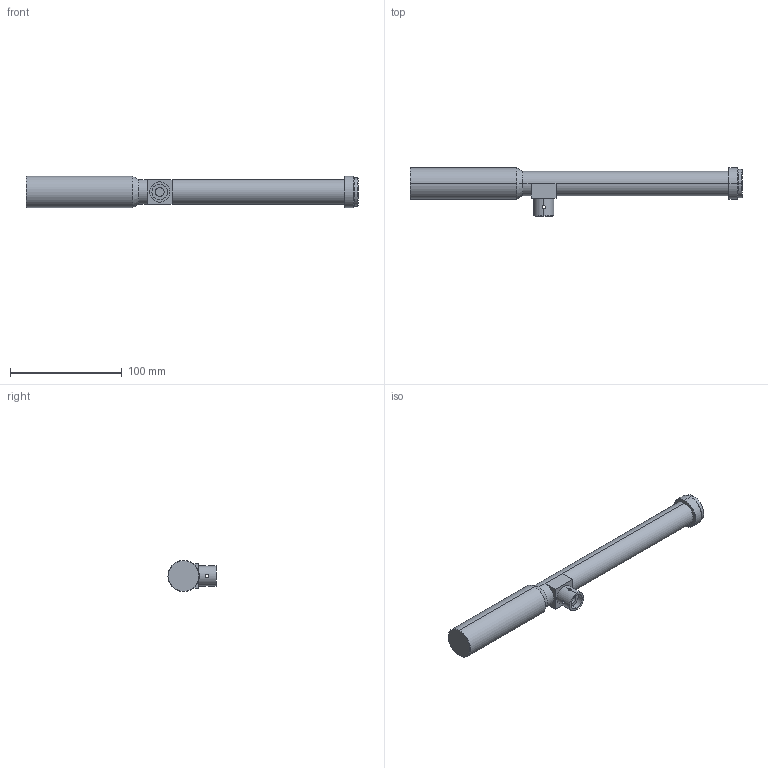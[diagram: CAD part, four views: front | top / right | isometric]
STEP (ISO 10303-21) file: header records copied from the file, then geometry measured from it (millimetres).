
FILE_DESCRIPTION (( 'STEP AP203' ), '1' );
FILE_NAME ('WH40-250C-118.STEP', '2023-05-19T00:53:04', ( '' ), ( '' ), 'SwSTEP 2.0', 'SolidWorks 2017', '' );
FILE_SCHEMA (( 'CONFIG_CONTROL_DESIGN' ));
Length unit declared in the file: millimetre
Products named in the file (1): WH40-250C-118
Bounding box: 297.4 x 43 x 28 mm (x, y, z)
Volume: 143176.1 mm3; surface area: 26192.7 mm2
Topology: 1 solids, 1 shells, 48 faces, 120 edges, 76 vertices
Faces by surface type: cylinder 25, plane 13, cone 10
Entity records: 1887 total; most frequent: CARTESIAN_POINT 653, DIRECTION 240, ORIENTED_EDGE 240, EDGE_CURVE 120, AXIS2_PLACEMENT_3D 95, VERTEX_POINT 76, EDGE_LOOP 58, VECTOR 50
